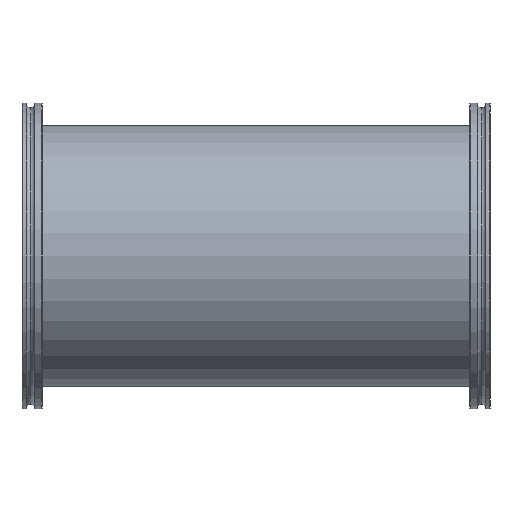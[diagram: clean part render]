
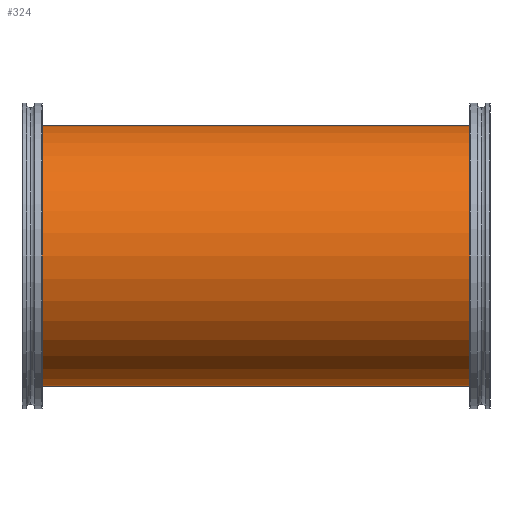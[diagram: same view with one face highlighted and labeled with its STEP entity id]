
A CAD part, front view. The second image highlights one B-rep face of the part: STEP entity #324.
In plain terms, the highlighted cylindrical face has radius 77 mm (diameter 154 mm), a partial arc.
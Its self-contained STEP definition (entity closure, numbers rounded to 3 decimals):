
#104 = EDGE_CURVE ( 'NONE', #356, #396, #215, .T. ) ;
#118 = EDGE_CURVE ( 'NONE', #377, #386, #920, .T. ) ;
#121 = EDGE_CURVE ( 'NONE', #356, #377, #918, .T. ) ;
#122 = EDGE_CURVE ( 'NONE', #396, #386, #921, .T. ) ;
#215 = CIRCLE ( 'NONE', #491, 77. ) ;
#324 = ADVANCED_FACE ( 'NONE', ( #927 ), #932, .T. ) ;
#356 = VERTEX_POINT ( 'NONE', #746 ) ;
#377 = VERTEX_POINT ( 'NONE', #751 ) ;
#385 = EDGE_LOOP ( 'NONE', ( #1093, #1004, #1063, #1006 ) ) ;
#386 = VERTEX_POINT ( 'NONE', #753 ) ;
#396 = VERTEX_POINT ( 'NONE', #756 ) ;
#465 = AXIS2_PLACEMENT_3D ( 'NONE', #706, #707, #704 ) ;
#480 = AXIS2_PLACEMENT_3D ( 'NONE', #627, #628, #629 ) ;
#491 = AXIS2_PLACEMENT_3D ( 'NONE', #586, #587, #588 ) ;
#586 = CARTESIAN_POINT ( 'NONE',  ( 131.5, 0., 0. ) ) ;
#587 = DIRECTION ( 'NONE',  ( 1., 0., 0. ) ) ;
#588 = DIRECTION ( 'NONE',  ( 0., 0., -1. ) ) ;
#627 = CARTESIAN_POINT ( 'NONE',  ( -131.5, 0., 0. ) ) ;
#628 = DIRECTION ( 'NONE',  ( 1., 0., 0. ) ) ;
#629 = DIRECTION ( 'NONE',  ( 0., 0., -1. ) ) ;
#630 = DIRECTION ( 'NONE',  ( -1., 0., 0. ) ) ;
#632 = CARTESIAN_POINT ( 'NONE',  ( 131.5, 0., 77. ) ) ;
#636 = CARTESIAN_POINT ( 'NONE',  ( 131.5, 0., -77. ) ) ;
#637 = DIRECTION ( 'NONE',  ( -1., 0., 0. ) ) ;
#704 = DIRECTION ( 'NONE',  ( 0., 0., 1. ) ) ;
#706 = CARTESIAN_POINT ( 'NONE',  ( 131.5, 0., 0. ) ) ;
#707 = DIRECTION ( 'NONE',  ( -1., 0., 0. ) ) ;
#746 = CARTESIAN_POINT ( 'NONE',  ( 131.5, 0., 77. ) ) ;
#751 = CARTESIAN_POINT ( 'NONE',  ( -131.5, 0., 77. ) ) ;
#753 = CARTESIAN_POINT ( 'NONE',  ( -131.5, 0., -77. ) ) ;
#756 = CARTESIAN_POINT ( 'NONE',  ( 131.5, 0., -77. ) ) ;
#918 = LINE ( 'NONE', #632, #941 ) ;
#920 = CIRCLE ( 'NONE', #480, 77. ) ;
#921 = LINE ( 'NONE', #636, #946 ) ;
#927 = FACE_OUTER_BOUND ( 'NONE', #385, .T. ) ;
#932 = CYLINDRICAL_SURFACE ( 'NONE', #465, 77. ) ;
#941 = VECTOR ( 'NONE', #630, 1000. ) ;
#946 = VECTOR ( 'NONE', #637, 1000. ) ;
#1004 = ORIENTED_EDGE ( 'NONE', *, *, #104, .F. ) ;
#1006 = ORIENTED_EDGE ( 'NONE', *, *, #118, .T. ) ;
#1063 = ORIENTED_EDGE ( 'NONE', *, *, #121, .T. ) ;
#1093 = ORIENTED_EDGE ( 'NONE', *, *, #122, .F. ) ;
